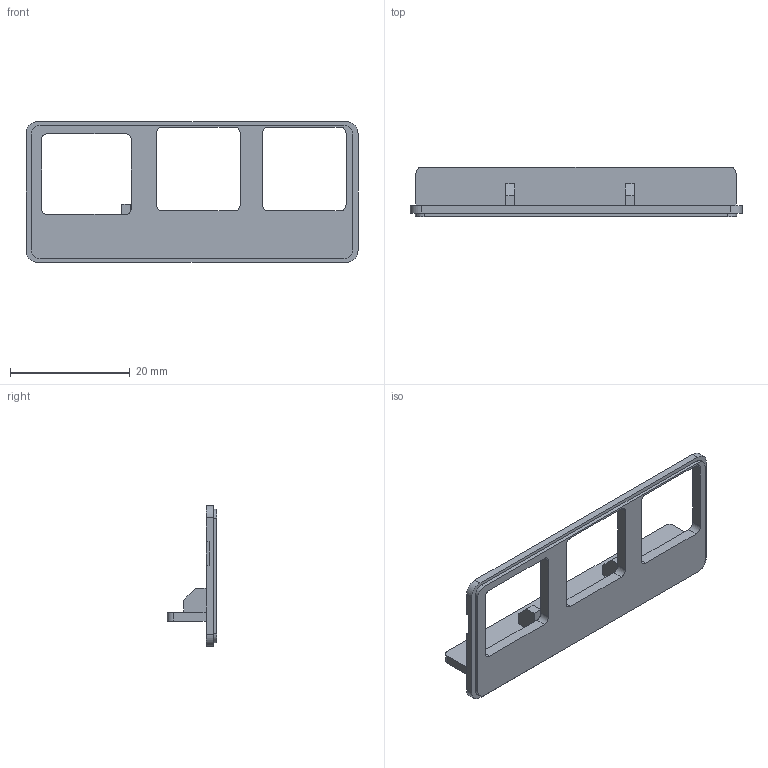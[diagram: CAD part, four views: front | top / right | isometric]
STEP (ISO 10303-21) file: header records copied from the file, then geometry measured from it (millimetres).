
FILE_DESCRIPTION (( 'STEP AP214' ), '1' );
FILE_NAME ('usb-panel-3b.STEP', '2024-06-06T04:26:08', ( '' ), ( '' ), 'SwSTEP 2.0', 'SolidWorks 2024', '' );
FILE_SCHEMA (( 'AUTOMOTIVE_DESIGN' ));
Length unit declared in the file: millimetre
Products named in the file (1): usb-panel-3b
Bounding box: 55.5 x 8.3 x 23.5 mm (x, y, z)
Volume: 1767.6 mm3; surface area: 2752.6 mm2
Topology: 1 solids, 1 shells, 64 faces, 184 edges, 122 vertices
Faces by surface type: plane 42, cylinder 22
Entity records: 2132 total; most frequent: CARTESIAN_POINT 371, ORIENTED_EDGE 368, DIRECTION 359, EDGE_CURVE 184, LINE 139, VECTOR 139, VERTEX_POINT 122, AXIS2_PLACEMENT_3D 110
